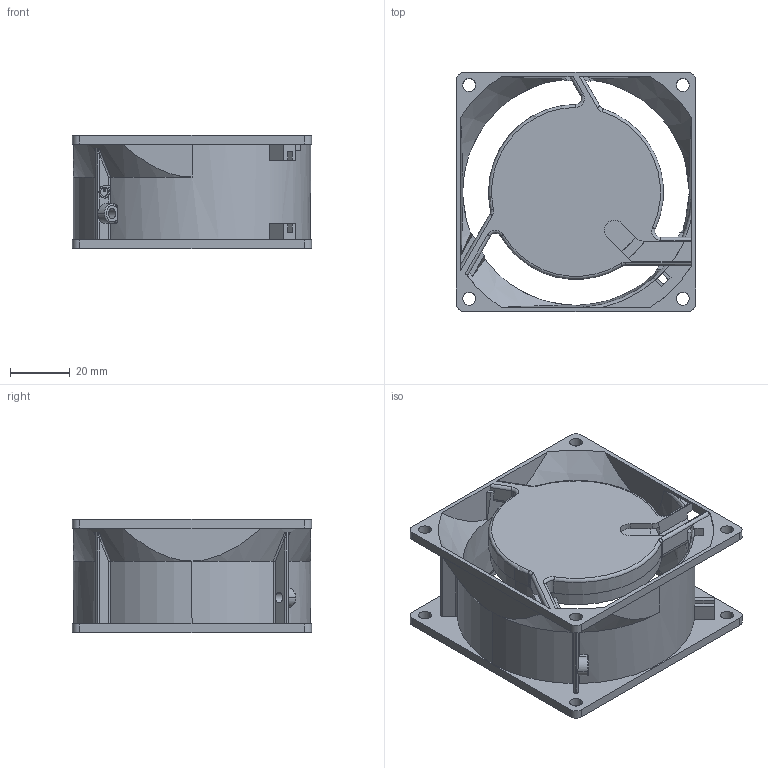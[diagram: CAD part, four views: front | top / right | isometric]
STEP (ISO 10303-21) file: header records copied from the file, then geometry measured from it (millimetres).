
FILE_DESCRIPTION (( 'STEP AP203' ), '1' );
FILE_NAME ('OA80AP-1855_m0_frame.stp', '2023-06-09T13:57:12', ( '' ), ( '' ), 'SwSTEP 2.0', 'SolidWorks 2018', '' );
FILE_SCHEMA (( 'CONFIG_CONTROL_DESIGN' ));
Length unit declared in the file: millimetre
Products named in the file (1): OA80AP-1855_m0_frame
Bounding box: 80 x 80 x 38 mm (x, y, z)
Volume: 47259.8 mm3; surface area: 36294.7 mm2
Topology: 1 solids, 1 shells, 279 faces, 782 edges, 501 vertices
Faces by surface type: plane 114, cylinder 90, bspline 37, torus 24, cone 14
Entity records: 10867 total; most frequent: CARTESIAN_POINT 3984, ORIENTED_EDGE 1564, DIRECTION 1255, EDGE_CURVE 782, VERTEX_POINT 501, AXIS2_PLACEMENT_3D 467, LINE 321, VECTOR 321
